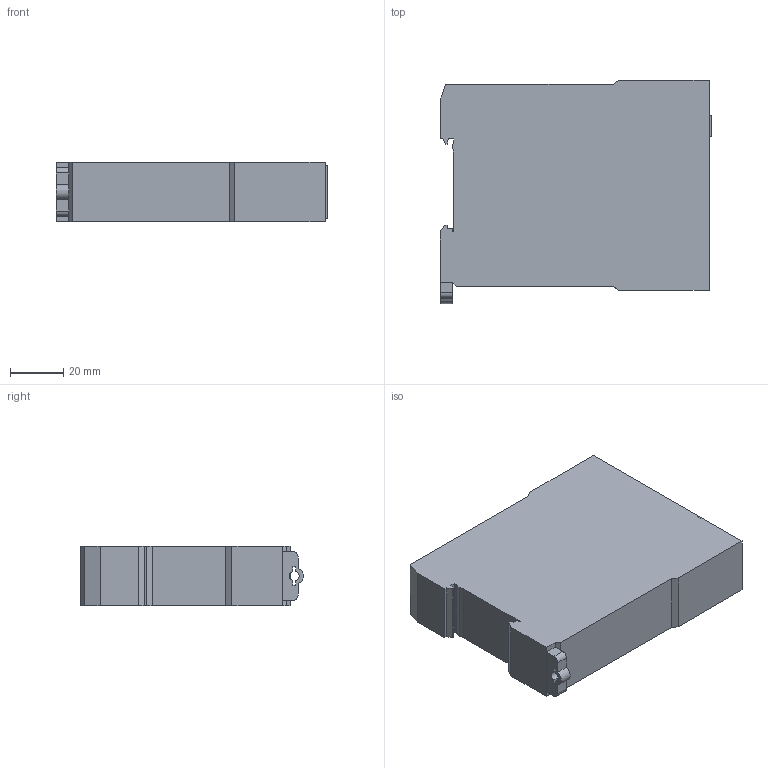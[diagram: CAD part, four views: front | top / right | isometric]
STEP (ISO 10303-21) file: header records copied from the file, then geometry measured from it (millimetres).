
FILE_DESCRIPTION(('STEP AP203'),'1');
FILE_NAME(' ',' ',('TraceParts'),('TraceParts S.A.'),'XStep 1.0',' ',' ');
FILE_SCHEMA(('CONFIG_CONTROL_DESIGN'));
Length unit declared in the file: millimetre
Products named in the file (1): 1
Bounding box: 102 x 83.79 x 22.5 mm (x, y, z)
Volume: 170752.2 mm3; surface area: 24926.2 mm2
Topology: 1 solids, 1 shells, 164 faces, 441 edges, 294 vertices
Faces by surface type: plane 105, cylinder 59
Entity records: 5191 total; most frequent: CARTESIAN_POINT 900, DIRECTION 889, ORIENTED_EDGE 882, EDGE_CURVE 441, LINE 323, VECTOR 323, VERTEX_POINT 294, AXIS2_PLACEMENT_3D 283
